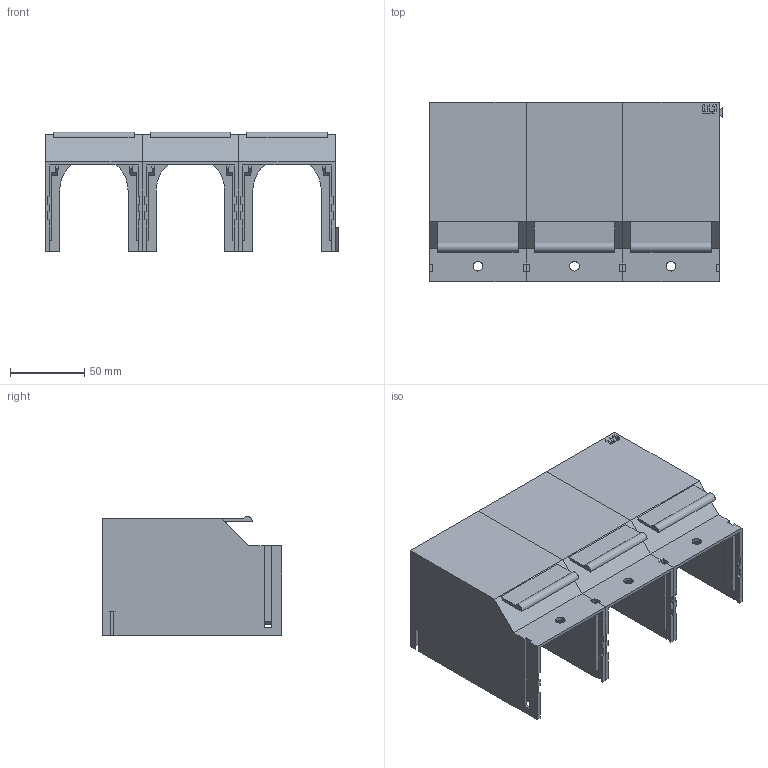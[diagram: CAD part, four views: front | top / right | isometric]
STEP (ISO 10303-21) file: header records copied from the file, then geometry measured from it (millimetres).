
FILE_DESCRIPTION((''),'2;1');
FILE_NAME('ASM7049_ASM','2021-09-23T',('marketing.praksa'),('Audax d.o.o.'),'CREO PARAMETRIC BY PTC INC, 2017480','CREO PARAMETRIC BY PTC INC, 2017480','');
FILE_SCHEMA(('AUTOMOTIVE_DESIGN { 1 0 10303 214 1 1 1 1 }'));
Length unit declared in the file: millimetre
Products named in the file (5): 26943051_01; 26943051_02; 26943051_03; PRT9567; ASM7049_ASM
Assembly tree (4 placements, depth 2):
  ASM7049_ASM
    26943051_01
    26943051_02
    26943051_03
    PRT9567
Bounding box: 197.05 x 121 x 80.25 mm (x, y, z)
Volume: 184357.5 mm3; surface area: 180510.1 mm2
Topology: 6 solids, 6 shells, 360 faces, 1074 edges, 720 vertices
Faces by surface type: plane 300, cylinder 60
Entity records: 18229 total; most frequent: CARTESIAN_POINT 2176, ORIENTED_EDGE 2148, DIRECTION 1950, PRESENTATION_STYLE_ASSIGNMENT 1440, STYLED_ITEM 1440, CURVE_STYLE 1074, EDGE_CURVE 1074, VECTOR 936
